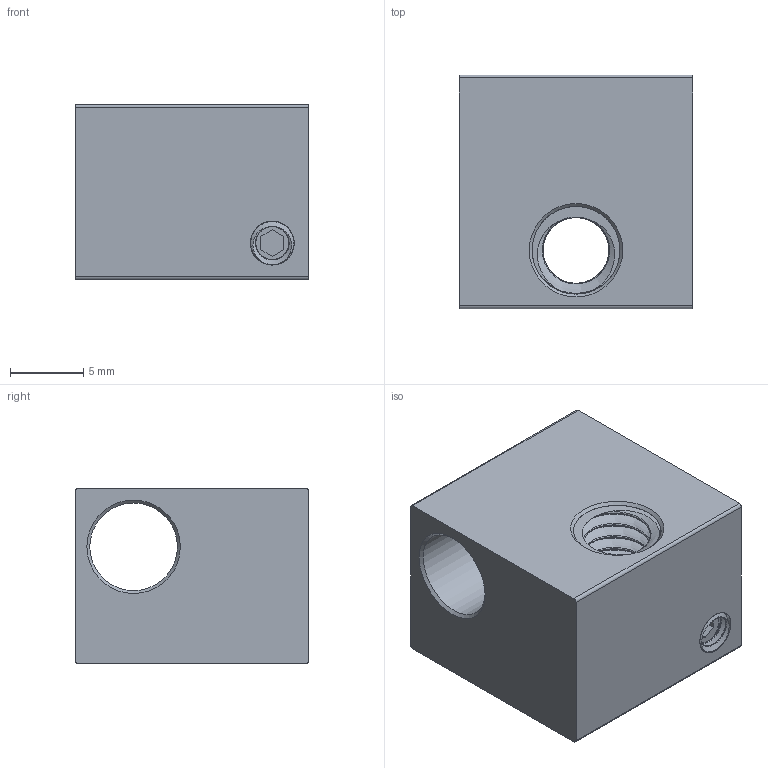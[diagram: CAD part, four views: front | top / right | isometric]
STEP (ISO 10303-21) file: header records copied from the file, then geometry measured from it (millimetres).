
FILE_DESCRIPTION(/* description */ (''),/* implementation_level */ '2;1');
FILE_NAME(/* name */ 'heating block.stp',/* time_stamp */ '2020-11-19T20:24:06+03:00',/* author */ ('Max'),/* organization */ (''),/* preprocessor_version */ 'ST-DEVELOPER v16.5',/* originating_system */ 'Autodesk Inventor 2017',/* authorisation */ '');
FILE_SCHEMA (('AUTOMOTIVE_DESIGN { 1 0 10303 214 3 1 1 }'));
Length unit declared in the file: millimetre
Products named in the file (1): \X2\043D04300433044004350432043004420435043B044C043D044B
  блок
Bounding box: 16 x 16 x 12 mm (x, y, z)
Volume: 2286.5 mm3; surface area: 2418.1 mm2
Topology: 4 solids, 4 shells, 67 faces, 157 edges, 103 vertices
Faces by surface type: plane 29, bspline 18, cylinder 15, cone 5
Full cylindrical faces by diameter (mm): 3 x5, 6 x3
Entity records: 7571 total; most frequent: CARTESIAN_POINT 6161, ORIENTED_EDGE 288, DIRECTION 222, EDGE_CURVE 144, VERTEX_POINT 103, EDGE_LOOP 95, AXIS2_PLACEMENT_3D 85, FACE_OUTER_BOUND 67
